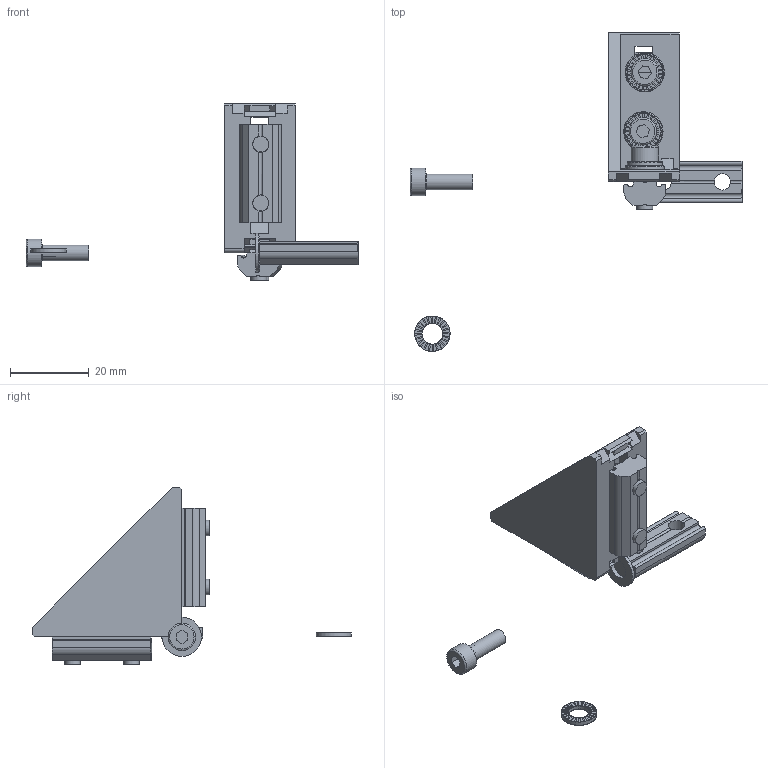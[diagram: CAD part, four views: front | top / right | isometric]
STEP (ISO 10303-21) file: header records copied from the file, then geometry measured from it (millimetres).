
FILE_DESCRIPTION( ( 'STEP AP214' ), '1' );
FILE_NAME( 'CA.WIV.X.25.E.stp', '2014-07-21T06:31:47', ( ' ' ), ( ' ' ), 'XStep 1.0', ' ', ' ' );
FILE_SCHEMA( ( 'CONFIG_CONTROL_DESIGN) ( )' ) );
Length unit declared in the file: metre
Products named in the file (12): Assem1; WIV.X.25.E; V-tcei M  4 x 12; R.5.SCH; R.5; CA.GWP.5.15
Bounding box: 84.5 x 81.14 x 45 mm (x, y, z)
Volume: 16101.2 mm3; surface area: 16808.5 mm2
Topology: 18 solids, 26 shells, 1946 faces, 5641 edges, 3731 vertices
Faces by surface type: plane 1825, cylinder 92, torus 16, cone 13
Full cylindrical faces by diameter (mm): 4 x8, 4.134 x6, 5.3 x13, 7 x8, 9 x8, 10 x5
Entity records: 31628 total; most frequent: CARTESIAN_POINT 5585, DIRECTION 5483, ORIENTED_EDGE 5444, EDGE_CURVE 2722, LINE 1881, VECTOR 1881, VERTEX_POINT 1823, AXIS2_PLACEMENT_3D 1801
